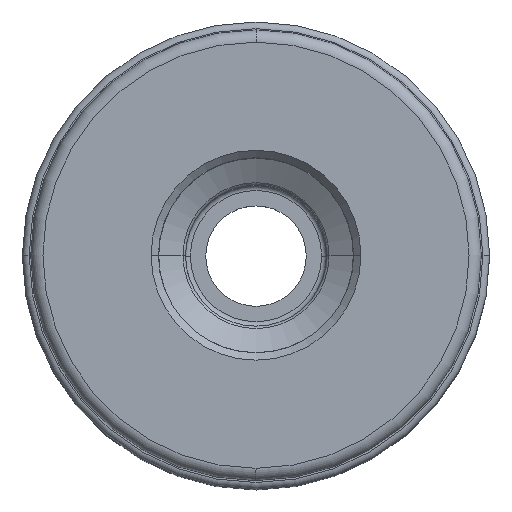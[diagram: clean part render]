
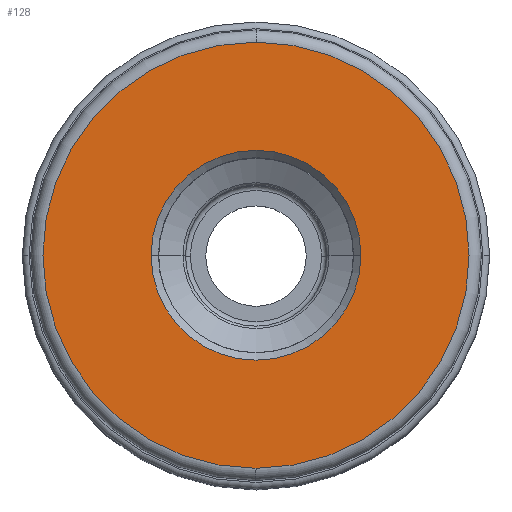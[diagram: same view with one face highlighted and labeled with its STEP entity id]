
A CAD part, top view. The second image highlights one B-rep face of the part: STEP entity #128.
In plain terms, the highlighted planar face has unit normal (0, 0, 1).
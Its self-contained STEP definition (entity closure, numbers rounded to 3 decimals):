
#73=PLANE('',#1351);
#81=FACE_BOUND('',#280,.T.);
#82=FACE_BOUND('',#281,.T.);
#128=ADVANCED_FACE('',(#81,#82),#73,.F.);
#280=EDGE_LOOP('',(#406,#407,#408,#409));
#281=EDGE_LOOP('',(#410,#411,#412,#413));
#406=ORIENTED_EDGE('',*,*,#826,.F.);
#407=ORIENTED_EDGE('',*,*,#827,.T.);
#408=ORIENTED_EDGE('',*,*,#828,.T.);
#409=ORIENTED_EDGE('',*,*,#829,.T.);
#410=ORIENTED_EDGE('',*,*,#830,.T.);
#411=ORIENTED_EDGE('',*,*,#831,.T.);
#412=ORIENTED_EDGE('',*,*,#832,.T.);
#413=ORIENTED_EDGE('',*,*,#833,.T.);
#700=VERTEX_POINT('',#2412);
#701=VERTEX_POINT('',#2413);
#702=VERTEX_POINT('',#2415);
#703=VERTEX_POINT('',#2417);
#704=VERTEX_POINT('',#2420);
#705=VERTEX_POINT('',#2421);
#706=VERTEX_POINT('',#2423);
#707=VERTEX_POINT('',#2425);
#826=EDGE_CURVE('',#700,#701,#1003,.T.);
#827=EDGE_CURVE('',#700,#702,#1004,.T.);
#828=EDGE_CURVE('',#702,#703,#1005,.T.);
#829=EDGE_CURVE('',#703,#701,#1006,.T.);
#830=EDGE_CURVE('',#704,#705,#1007,.T.);
#831=EDGE_CURVE('',#705,#706,#1008,.T.);
#832=EDGE_CURVE('',#706,#707,#1009,.T.);
#833=EDGE_CURVE('',#707,#704,#1010,.T.);
#1003=CIRCLE('',#1343,34.75);
#1004=CIRCLE('',#1344,34.75);
#1005=CIRCLE('',#1345,34.75);
#1006=CIRCLE('',#1346,34.75);
#1007=CIRCLE('',#1347,17.11);
#1008=CIRCLE('',#1348,17.11);
#1009=CIRCLE('',#1349,17.11);
#1010=CIRCLE('',#1350,17.11);
#1343=AXIS2_PLACEMENT_3D('',#2411,#1611,#1612);
#1344=AXIS2_PLACEMENT_3D('',#2414,#1613,#1614);
#1345=AXIS2_PLACEMENT_3D('',#2416,#1615,#1616);
#1346=AXIS2_PLACEMENT_3D('',#2418,#1617,#1618);
#1347=AXIS2_PLACEMENT_3D('',#2419,#1619,#1620);
#1348=AXIS2_PLACEMENT_3D('',#2422,#1621,#1622);
#1349=AXIS2_PLACEMENT_3D('',#2424,#1623,#1624);
#1350=AXIS2_PLACEMENT_3D('',#2426,#1625,#1626);
#1351=AXIS2_PLACEMENT_3D('',#2427,#1627,#1628);
#1611=DIRECTION('',(0.,0.,-1.));
#1612=DIRECTION('',(0.,-1.,0.));
#1613=DIRECTION('',(0.,0.,1.));
#1614=DIRECTION('',(0.,1.,0.));
#1615=DIRECTION('',(0.,0.,1.));
#1616=DIRECTION('',(0.,1.,0.));
#1617=DIRECTION('',(0.,0.,1.));
#1618=DIRECTION('',(0.,-1.,0.));
#1619=DIRECTION('',(0.,0.,-1.));
#1620=DIRECTION('',(0.,-1.,0.));
#1621=DIRECTION('',(0.,0.,-1.));
#1622=DIRECTION('',(-1.,0.,0.));
#1623=DIRECTION('',(0.,0.,-1.));
#1624=DIRECTION('',(0.,1.,0.));
#1625=DIRECTION('',(0.,0.,-1.));
#1626=DIRECTION('',(1.,0.,0.));
#1627=DIRECTION('',(0.,0.,-1.));
#1628=DIRECTION('',(0.,-1.,0.));
#2411=CARTESIAN_POINT('',(0.,0.,0.));
#2412=CARTESIAN_POINT('',(0.,34.75,0.));
#2413=CARTESIAN_POINT('',(0.015,-34.75,0.));
#2414=CARTESIAN_POINT('',(0.,0.,0.));
#2415=CARTESIAN_POINT('',(-0.015,34.75,0.));
#2416=CARTESIAN_POINT('',(0.,0.,0.));
#2417=CARTESIAN_POINT('',(0.,-34.75,0.));
#2418=CARTESIAN_POINT('',(0.,0.,0.));
#2419=CARTESIAN_POINT('',(0.,0.,0.));
#2420=CARTESIAN_POINT('',(0.,-17.11,0.));
#2421=CARTESIAN_POINT('',(-17.11,0.,0.));
#2422=CARTESIAN_POINT('',(0.,0.,0.));
#2423=CARTESIAN_POINT('',(0.,17.11,0.));
#2424=CARTESIAN_POINT('',(0.,0.,0.));
#2425=CARTESIAN_POINT('',(17.11,0.,0.));
#2426=CARTESIAN_POINT('',(0.,0.,0.));
#2427=CARTESIAN_POINT('',(0.,0.,0.));
